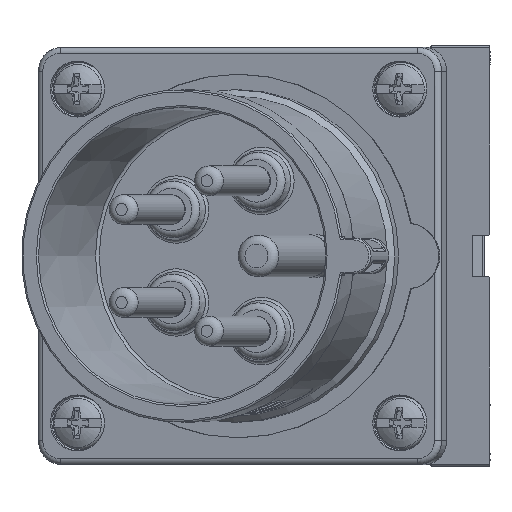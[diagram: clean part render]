
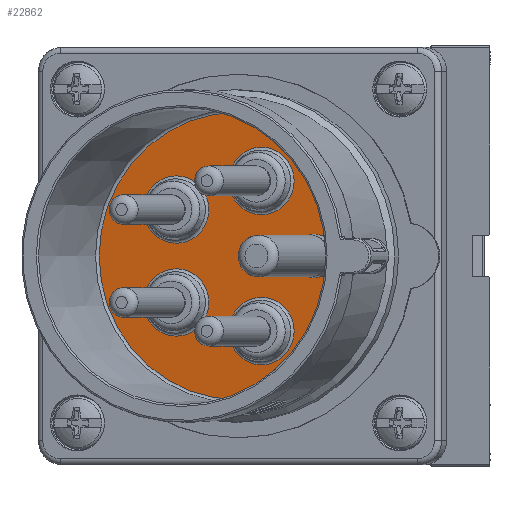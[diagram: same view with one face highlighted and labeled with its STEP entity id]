
A CAD part, left-side view. The second image highlights one B-rep face of the part: STEP entity #22862.
In plain terms, the highlighted planar face has unit normal (-0.966, 0.259, 0).
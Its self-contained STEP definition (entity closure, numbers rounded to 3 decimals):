
#957 = DIRECTION ( 'NONE',  ( -0.966, 0.259, 0. ) ) ;
#2623 = AXIS2_PLACEMENT_3D ( 'NONE', #13689, #40043, #17415 ) ;
#3174 = ORIENTED_EDGE ( 'NONE', *, *, #9488, .T. ) ;
#4478 = VERTEX_POINT ( 'NONE', #7508 ) ;
#4623 = CIRCLE ( 'NONE', #13376, 24.105 ) ;
#4793 = EDGE_CURVE ( 'NONE', #9744, #9744, #4623, .T. ) ;
#5534 = AXIS2_PLACEMENT_3D ( 'NONE', #8088, #34349, #11811 ) ;
#5721 = CIRCLE ( 'NONE', #8755, 5.655 ) ;
#6087 = EDGE_CURVE ( 'NONE', #18433, #18433, #5721, .T. ) ;
#6786 = VERTEX_POINT ( 'NONE', #37437 ) ;
#7326 = PLANE ( 'NONE',  #14623 ) ;
#7508 = CARTESIAN_POINT ( 'NONE',  ( -31.362, 20.699, -7.788 ) ) ;
#8088 = CARTESIAN_POINT ( 'NONE',  ( -32.825, 15.237, 7.788 ) ) ;
#8755 = AXIS2_PLACEMENT_3D ( 'NONE', #17751, #17694, #17658 ) ;
#8812 = ORIENTED_EDGE ( 'NONE', *, *, #37216, .T. ) ;
#9488 = EDGE_CURVE ( 'NONE', #26149, #26149, #47798, .T. ) ;
#9744 = VERTEX_POINT ( 'NONE', #32981 ) ;
#10708 = CIRCLE ( 'NONE', #28432, 3.681 ) ;
#11066 = DIRECTION ( 'NONE',  ( 0.259, 0.966, 0. ) ) ;
#11811 = DIRECTION ( 'NONE',  ( 0.259, 0.966, 0. ) ) ;
#13376 = AXIS2_PLACEMENT_3D ( 'NONE', #30941, #30841, #31007 ) ;
#13689 = CARTESIAN_POINT ( 'NONE',  ( -32.825, 15.237, -7.788 ) ) ;
#13759 = ORIENTED_EDGE ( 'NONE', *, *, #4793, .T. ) ;
#14623 = AXIS2_PLACEMENT_3D ( 'NONE', #18374, #33606, #11066 ) ;
#15788 = EDGE_LOOP ( 'NONE', ( #13759 ) ) ;
#16424 = CIRCLE ( 'NONE', #2623, 5.655 ) ;
#17415 = DIRECTION ( 'NONE',  ( 0.259, 0.966, 0. ) ) ;
#17658 = DIRECTION ( 'NONE',  ( 0.259, 0.966, 0. ) ) ;
#17694 = DIRECTION ( 'NONE',  ( 0.966, -0.259, 0. ) ) ;
#17751 = CARTESIAN_POINT ( 'NONE',  ( -36.659, 0.928, -12.601 ) ) ;
#18374 = CARTESIAN_POINT ( 'NONE',  ( -35.6, 4.883, 0. ) ) ;
#18397 = FACE_BOUND ( 'NONE', #37268, .T. ) ;
#18433 = VERTEX_POINT ( 'NONE', #40568 ) ;
#18546 = CARTESIAN_POINT ( 'NONE',  ( -39.982, -11.471, 0. ) ) ;
#19573 = FACE_BOUND ( 'NONE', #34491, .T. ) ;
#22862 = ADVANCED_FACE ( 'NONE', ( #48556, #19573, #38552, #28463, #18397, #39717 ), #7326, .F. ) ;
#23292 = CARTESIAN_POINT ( 'NONE',  ( -39.029, -7.915, 0. ) ) ;
#25525 = VERTEX_POINT ( 'NONE', #18546 ) ;
#26149 = VERTEX_POINT ( 'NONE', #33134 ) ;
#27126 = DIRECTION ( 'NONE',  ( -0.259, -0.966, 0. ) ) ;
#28432 = AXIS2_PLACEMENT_3D ( 'NONE', #23292, #957, #27126 ) ;
#28463 = FACE_BOUND ( 'NONE', #36659, .T. ) ;
#30417 = DIRECTION ( 'NONE',  ( 0.259, 0.966, 0. ) ) ;
#30521 = DIRECTION ( 'NONE',  ( 0.966, -0.259, 0. ) ) ;
#30584 = CARTESIAN_POINT ( 'NONE',  ( -36.659, 0.928, 12.601 ) ) ;
#30841 = DIRECTION ( 'NONE',  ( -0.966, 0.259, 0. ) ) ;
#30941 = CARTESIAN_POINT ( 'NONE',  ( -35.6, 4.883, 0. ) ) ;
#31007 = DIRECTION ( 'NONE',  ( 0.259, 0.966, 0. ) ) ;
#32981 = CARTESIAN_POINT ( 'NONE',  ( -29.361, 28.166, 0. ) ) ;
#33134 = CARTESIAN_POINT ( 'NONE',  ( -35.196, 6.39, 12.601 ) ) ;
#33606 = DIRECTION ( 'NONE',  ( 0.966, -0.259, 0. ) ) ;
#34349 = DIRECTION ( 'NONE',  ( 0.966, -0.259, 0. ) ) ;
#34491 = EDGE_LOOP ( 'NONE', ( #3174 ) ) ;
#35645 = ORIENTED_EDGE ( 'NONE', *, *, #43831, .T. ) ;
#36529 = EDGE_LOOP ( 'NONE', ( #8812 ) ) ;
#36622 = ORIENTED_EDGE ( 'NONE', *, *, #38542, .F. ) ;
#36659 = EDGE_LOOP ( 'NONE', ( #41655 ) ) ;
#37004 = AXIS2_PLACEMENT_3D ( 'NONE', #30584, #30521, #30417 ) ;
#37216 = EDGE_CURVE ( 'NONE', #6786, #6786, #38496, .T. ) ;
#37268 = EDGE_LOOP ( 'NONE', ( #35645 ) ) ;
#37357 = EDGE_LOOP ( 'NONE', ( #36622 ) ) ;
#37437 = CARTESIAN_POINT ( 'NONE',  ( -31.362, 20.699, 7.788 ) ) ;
#38496 = CIRCLE ( 'NONE', #5534, 5.655 ) ;
#38542 = EDGE_CURVE ( 'NONE', #25525, #25525, #10708, .T. ) ;
#38552 = FACE_BOUND ( 'NONE', #36529, .T. ) ;
#39717 = FACE_BOUND ( 'NONE', #37357, .T. ) ;
#40043 = DIRECTION ( 'NONE',  ( 0.966, -0.259, 0. ) ) ;
#40568 = CARTESIAN_POINT ( 'NONE',  ( -35.196, 6.39, -12.601 ) ) ;
#41655 = ORIENTED_EDGE ( 'NONE', *, *, #6087, .T. ) ;
#43831 = EDGE_CURVE ( 'NONE', #4478, #4478, #16424, .T. ) ;
#47798 = CIRCLE ( 'NONE', #37004, 5.655 ) ;
#48556 = FACE_OUTER_BOUND ( 'NONE', #15788, .T. ) ;
